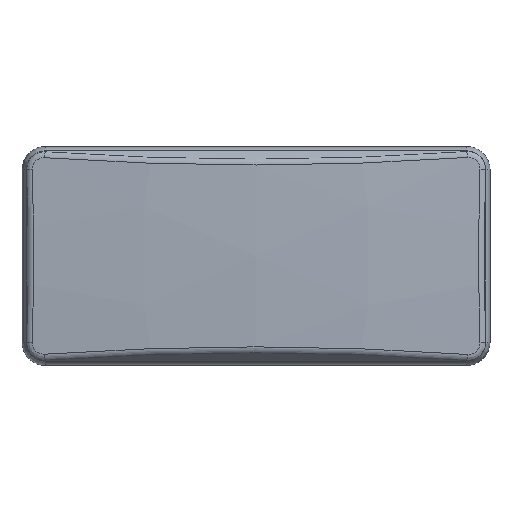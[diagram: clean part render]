
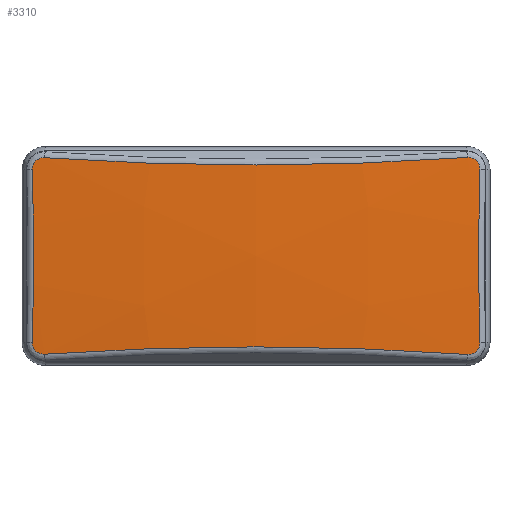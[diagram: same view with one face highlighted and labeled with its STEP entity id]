
A CAD part, top view. The second image highlights one B-rep face of the part: STEP entity #3310.
In plain terms, the highlighted spherical face has radius 195.595 mm.
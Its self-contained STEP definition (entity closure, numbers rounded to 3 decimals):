
#27=SPHERICAL_SURFACE('',#3706,195.595);
#139=B_SPLINE_CURVE_WITH_KNOTS('',3,(#6462,#6463,#6464,#6465,#6466),
 .UNSPECIFIED.,.F.,.F.,(4,1,4),(0.,0.083,0.144),
 .UNSPECIFIED.);
#141=B_SPLINE_CURVE_WITH_KNOTS('',3,(#6501,#6502,#6503,#6504,#6505),
 .UNSPECIFIED.,.F.,.F.,(4,1,4),(0.,0.084,
0.148),.UNSPECIFIED.);
#143=B_SPLINE_CURVE_WITH_KNOTS('',3,(#6540,#6541,#6542,#6543,#6544),
 .UNSPECIFIED.,.F.,.F.,(4,1,4),(0.,0.084,
0.148),.UNSPECIFIED.);
#145=B_SPLINE_CURVE_WITH_KNOTS('',3,(#6576,#6577,#6578,#6579,#6580),
 .UNSPECIFIED.,.F.,.F.,(4,1,4),(0.,0.062,0.144),
 .UNSPECIFIED.);
#391=CIRCLE('',#3682,138.636);
#397=CIRCLE('',#3689,145.35);
#401=CIRCLE('',#3694,138.432);
#405=CIRCLE('',#3699,145.35);
#609=FACE_OUTER_BOUND('',#823,.T.);
#823=EDGE_LOOP('',(#2972,#2973,#2974,#2975,#2976,#2977,#2978,#2979));
#1565=VERTEX_POINT('',#6427);
#1566=VERTEX_POINT('',#6429);
#1568=VERTEX_POINT('',#6454);
#1570=VERTEX_POINT('',#6468);
#1572=VERTEX_POINT('',#6493);
#1574=VERTEX_POINT('',#6507);
#1576=VERTEX_POINT('',#6532);
#1578=VERTEX_POINT('',#6546);
#2021=EDGE_CURVE('',#1565,#1566,#391,.T.);
#2026=EDGE_CURVE('',#1566,#1568,#139,.T.);
#2029=EDGE_CURVE('',#1568,#1570,#397,.T.);
#2032=EDGE_CURVE('',#1570,#1572,#141,.T.);
#2035=EDGE_CURVE('',#1572,#1574,#401,.T.);
#2038=EDGE_CURVE('',#1574,#1576,#143,.T.);
#2041=EDGE_CURVE('',#1576,#1578,#405,.T.);
#2043=EDGE_CURVE('',#1578,#1565,#145,.T.);
#2972=ORIENTED_EDGE('',*,*,#2021,.F.);
#2973=ORIENTED_EDGE('',*,*,#2043,.F.);
#2974=ORIENTED_EDGE('',*,*,#2041,.F.);
#2975=ORIENTED_EDGE('',*,*,#2038,.F.);
#2976=ORIENTED_EDGE('',*,*,#2035,.F.);
#2977=ORIENTED_EDGE('',*,*,#2032,.F.);
#2978=ORIENTED_EDGE('',*,*,#2029,.F.);
#2979=ORIENTED_EDGE('',*,*,#2026,.F.);
#3310=ADVANCED_FACE('',(#609),#27,.T.);
#3682=AXIS2_PLACEMENT_3D('',#6430,#4621,#4622);
#3689=AXIS2_PLACEMENT_3D('',#6472,#4635,#4636);
#3694=AXIS2_PLACEMENT_3D('',#6511,#4645,#4646);
#3699=AXIS2_PLACEMENT_3D('',#6550,#4655,#4656);
#3706=AXIS2_PLACEMENT_3D('',#6599,#4676,#4677);
#4621=DIRECTION('center_axis',(-0.766,0.,0.643));
#4622=DIRECTION('ref_axis',(0.643,0.,0.766));
#4635=DIRECTION('center_axis',(0.,0.766,
0.643));
#4636=DIRECTION('ref_axis',(0.001,-0.643,0.766));
#4645=DIRECTION('center_axis',(0.766,0.,0.643));
#4646=DIRECTION('ref_axis',(-0.643,0.,0.766));
#4655=DIRECTION('center_axis',(0.,-0.766,
0.643));
#4656=DIRECTION('ref_axis',(0.001,0.643,0.766));
#4676=DIRECTION('center_axis',(1.,0.,0.));
#4677=DIRECTION('ref_axis',(0.,-1.,0.));
#6427=CARTESIAN_POINT('',(43.819,-6.495,3.069));
#6429=CARTESIAN_POINT('',(43.819,6.495,3.069));
#6430=CARTESIAN_POINT('Origin',(-45.196,0.,-103.016));
#6454=CARTESIAN_POINT('',(44.747,7.384,3.115));
#6462=CARTESIAN_POINT('Ctrl Pts',(43.819,6.495,3.069));
#6463=CARTESIAN_POINT('Ctrl Pts',(43.811,6.771,3.059));
#6464=CARTESIAN_POINT('Ctrl Pts',(44.046,7.254,3.062));
#6465=CARTESIAN_POINT('Ctrl Pts',(44.541,7.398,3.098));
#6466=CARTESIAN_POINT('Ctrl Pts',(44.747,7.384,3.115));
#6468=CARTESIAN_POINT('',(76.519,7.403,3.092));
#6472=CARTESIAN_POINT('Origin',(60.499,100.263,-107.574));
#6493=CARTESIAN_POINT('',(77.467,6.495,3.044));
#6501=CARTESIAN_POINT('Ctrl Pts',(76.519,7.403,3.092));
#6502=CARTESIAN_POINT('Ctrl Pts',(76.8,7.423,3.068));
#6503=CARTESIAN_POINT('Ctrl Pts',(77.303,7.206,3.034));
#6504=CARTESIAN_POINT('Ctrl Pts',(77.474,6.706,3.037));
#6505=CARTESIAN_POINT('Ctrl Pts',(77.467,6.495,3.044));
#6507=CARTESIAN_POINT('',(77.467,-6.495,3.044));
#6511=CARTESIAN_POINT('Origin',(166.352,0.,-102.884));
#6532=CARTESIAN_POINT('',(76.519,-7.403,3.092));
#6540=CARTESIAN_POINT('Ctrl Pts',(77.467,-6.495,3.044));
#6541=CARTESIAN_POINT('Ctrl Pts',(77.476,-6.777,3.034));
#6542=CARTESIAN_POINT('Ctrl Pts',(77.235,-7.271,3.038));
#6543=CARTESIAN_POINT('Ctrl Pts',(76.729,-7.418,3.074));
#6544=CARTESIAN_POINT('Ctrl Pts',(76.519,-7.403,3.092));
#6546=CARTESIAN_POINT('',(44.747,-7.384,3.115));
#6550=CARTESIAN_POINT('Origin',(60.499,-100.263,-107.574));
#6576=CARTESIAN_POINT('Ctrl Pts',(44.747,-7.384,3.115));
#6577=CARTESIAN_POINT('Ctrl Pts',(44.541,-7.398,3.098));
#6578=CARTESIAN_POINT('Ctrl Pts',(44.046,-7.254,3.062));
#6579=CARTESIAN_POINT('Ctrl Pts',(43.811,-6.771,3.059));
#6580=CARTESIAN_POINT('Ctrl Pts',(43.819,-6.495,3.069));
#6599=CARTESIAN_POINT('Origin',(60.499,0.,-191.705));
